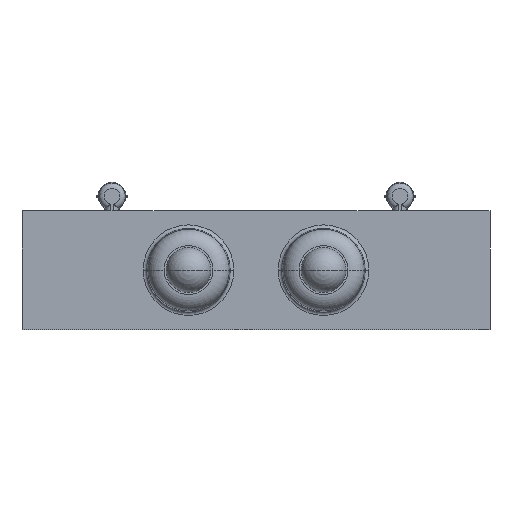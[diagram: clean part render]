
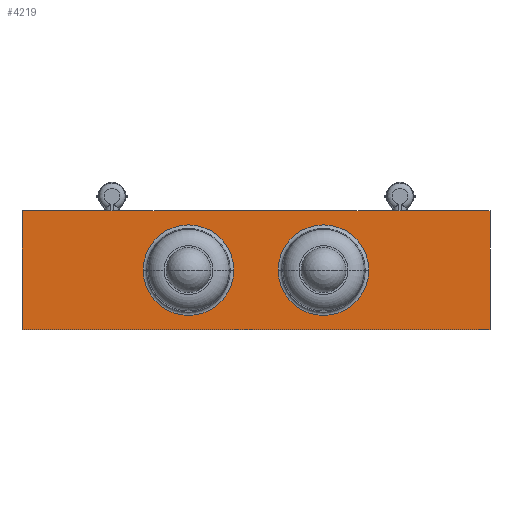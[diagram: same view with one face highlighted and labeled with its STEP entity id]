
A CAD part, front view. The second image highlights one B-rep face of the part: STEP entity #4219.
In plain terms, the highlighted planar face has unit normal (0, -1, 0).
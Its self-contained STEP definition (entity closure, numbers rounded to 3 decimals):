
#1405=DIRECTION('',(0.,0.,1.));
#1406=VECTOR('',#1405,6.6);
#1407=CARTESIAN_POINT('',(-13.,-6.,-3.3));
#1408=LINE('',#1407,#1406);
#1409=DIRECTION('',(1.,0.,0.));
#1410=VECTOR('',#1409,26.);
#1411=CARTESIAN_POINT('',(-13.,-6.,3.3));
#1412=LINE('',#1411,#1410);
#1413=DIRECTION('',(0.,0.,-1.));
#1414=VECTOR('',#1413,6.6);
#1415=CARTESIAN_POINT('',(13.,-6.,3.3));
#1416=LINE('',#1415,#1414);
#1417=DIRECTION('',(-1.,0.,0.));
#1418=VECTOR('',#1417,26.);
#1419=CARTESIAN_POINT('',(13.,-6.,-3.3));
#1420=LINE('',#1419,#1418);
#1421=CARTESIAN_POINT('',(3.75,-6.,0.));
#1422=DIRECTION('',(0.,-1.,0.));
#1423=DIRECTION('',(-1.,0.,0.));
#1424=AXIS2_PLACEMENT_3D('',#1421,#1422,#1423);
#1426=CARTESIAN_POINT('',(3.75,-6.,0.));
#1427=DIRECTION('',(0.,-1.,0.));
#1428=DIRECTION('',(1.,0.,0.));
#1429=AXIS2_PLACEMENT_3D('',#1426,#1427,#1428);
#1431=CARTESIAN_POINT('',(-3.75,-6.,0.));
#1432=DIRECTION('',(0.,-1.,0.));
#1433=DIRECTION('',(-1.,0.,0.));
#1434=AXIS2_PLACEMENT_3D('',#1431,#1432,#1433);
#1436=CARTESIAN_POINT('',(-3.75,-6.,0.));
#1437=DIRECTION('',(0.,-1.,0.));
#1438=DIRECTION('',(1.,0.,0.));
#1439=AXIS2_PLACEMENT_3D('',#1436,#1437,#1438);
#1681=CARTESIAN_POINT('',(-13.,-6.,-3.3));
#1682=CARTESIAN_POINT('',(-13.,-6.,3.3));
#1683=VERTEX_POINT('',#1681);
#1684=VERTEX_POINT('',#1682);
#1685=CARTESIAN_POINT('',(13.,-6.,3.3));
#1686=VERTEX_POINT('',#1685);
#1687=CARTESIAN_POINT('',(13.,-6.,-3.3));
#1688=VERTEX_POINT('',#1687);
#1913=CARTESIAN_POINT('',(1.234,-6.,0.));
#1914=CARTESIAN_POINT('',(6.266,-6.,0.));
#1915=VERTEX_POINT('',#1913);
#1916=VERTEX_POINT('',#1914);
#1921=CARTESIAN_POINT('',(-6.266,-6.,0.));
#1922=CARTESIAN_POINT('',(-1.234,-6.,0.));
#1923=VERTEX_POINT('',#1921);
#1924=VERTEX_POINT('',#1922);
#4196=CARTESIAN_POINT('',(0.,-6.,0.));
#4197=DIRECTION('',(0.,1.,0.));
#4198=DIRECTION('',(1.,0.,0.));
#4199=AXIS2_PLACEMENT_3D('',#4196,#4197,#4198);
#4200=PLANE('',#4199);
#4201=ORIENTED_EDGE('',*,*,#3457,.T.);
#4202=ORIENTED_EDGE('',*,*,#3502,.T.);
#4203=ORIENTED_EDGE('',*,*,#4190,.T.);
#4204=ORIENTED_EDGE('',*,*,#3251,.T.);
#4205=EDGE_LOOP('',(#4201,#4202,#4203,#4204));
#4206=FACE_OUTER_BOUND('',#4205,.F.);
#4208=ORIENTED_EDGE('',*,*,#4207,.T.);
#4210=ORIENTED_EDGE('',*,*,#4209,.T.);
#4211=EDGE_LOOP('',(#4208,#4210));
#4212=FACE_BOUND('',#4211,.F.);
#4214=ORIENTED_EDGE('',*,*,#4213,.T.);
#4216=ORIENTED_EDGE('',*,*,#4215,.T.);
#4217=EDGE_LOOP('',(#4214,#4216));
#4218=FACE_BOUND('',#4217,.F.);
#4219=ADVANCED_FACE('',(#4206,#4212,#4218),#4200,.F.);
#1425=CIRCLE('',#1424,2.516);
#1430=CIRCLE('',#1429,2.516);
#1435=CIRCLE('',#1434,2.516);
#1440=CIRCLE('',#1439,2.516);
#3251=EDGE_CURVE('',#1688,#1683,#1420,.T.);
#3457=EDGE_CURVE('',#1683,#1684,#1408,.T.);
#3502=EDGE_CURVE('',#1684,#1686,#1412,.T.);
#4190=EDGE_CURVE('',#1686,#1688,#1416,.T.);
#4207=EDGE_CURVE('',#1915,#1916,#1425,.T.);
#4209=EDGE_CURVE('',#1916,#1915,#1430,.T.);
#4213=EDGE_CURVE('',#1923,#1924,#1435,.T.);
#4215=EDGE_CURVE('',#1924,#1923,#1440,.T.);
